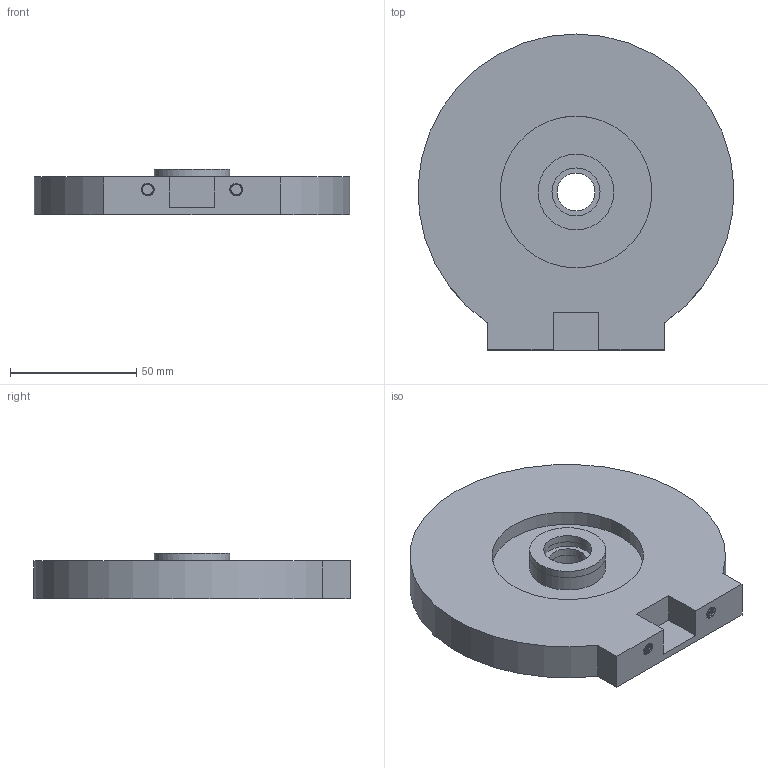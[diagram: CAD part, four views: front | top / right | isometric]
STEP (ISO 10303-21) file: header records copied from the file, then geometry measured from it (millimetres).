
FILE_DESCRIPTION(('FreeCAD Model'),'2;1');
FILE_NAME('Open CASCADE Shape Model','2024-01-18T15:03:08',(''),(''), 'Open CASCADE STEP processor 7.6','FreeCAD','Unknown');
FILE_SCHEMA(('AUTOMOTIVE_DESIGN { 1 0 10303 214 1 1 1 1 }'));
Products named in the file (1): BASE
Bounding box: 124.89 x 125 x 18 mm (x, y, z)
Volume: 166636.9 mm3; surface area: 36540 mm2
Topology: 1 solids, 1 shells, 519 faces, 1113 edges, 614 vertices
Faces by surface type: bspline 352, cylinder 130, plane 37
Full cylindrical faces by diameter (mm): 3.322 x44, 4.224 x24, 5.026 x40, 11.5 x4, 15 x1, 19.01 x3, 30 x2, 60.02 x1
Entity records: 102490 total; most frequent: CARTESIAN_POINT 83379, ORIENTED_EDGE 2226, PCURVE 2226, DEFINITIONAL_REPRESENTATION 2226, DIRECTION 2177, LINE 1709, VECTOR 1709, B_SPLINE_CURVE_WITH_KNOTS 1528
